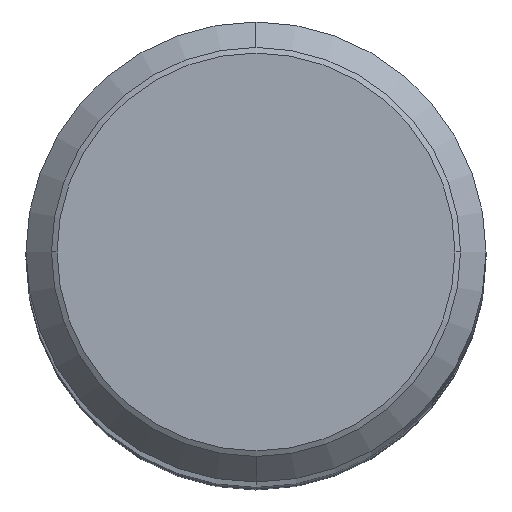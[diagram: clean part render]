
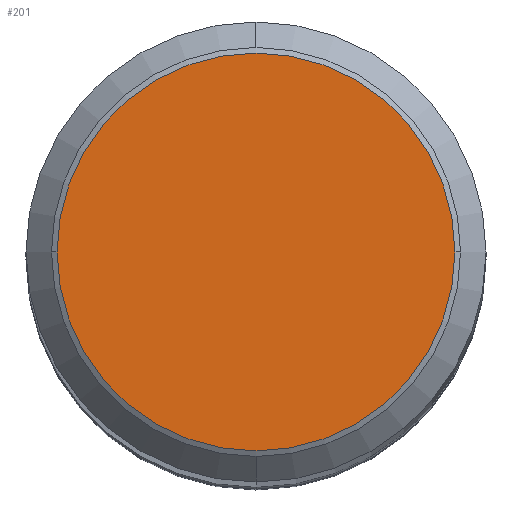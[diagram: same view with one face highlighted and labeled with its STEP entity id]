
A CAD part, top view. The second image highlights one B-rep face of the part: STEP entity #201.
In plain terms, the highlighted planar face has unit normal (0, 0, 1).
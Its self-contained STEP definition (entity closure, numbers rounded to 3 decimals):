
#179=EDGE_CURVE('',#197,#223,#380,.T.);
#181=EDGE_CURVE('',#223,#197,#382,.T.);
#197=VERTEX_POINT('',#400);
#201=ADVANCED_FACE('',(#404),#405,.T.);
#223=VERTEX_POINT('',#427);
#380=CIRCLE('',#600,6.917);
#382=CIRCLE('',#603,6.917);
#400=CARTESIAN_POINT('',(6.917,0.,142.0));
#404=FACE_OUTER_BOUND('',#632,.T.);
#405=PLANE('',#633);
#427=CARTESIAN_POINT('',(-6.917,0.,142.0));
#600=AXIS2_PLACEMENT_3D('',#890,#891,#892);
#603=AXIS2_PLACEMENT_3D('',#893,#894,#895);
#632=EDGE_LOOP('',(#920,#921));
#633=AXIS2_PLACEMENT_3D('',#922,#923,#924);
#890=CARTESIAN_POINT('',(0.,0.0,142.0));
#891=DIRECTION('',(0.0,0.0,1.0));
#892=DIRECTION('',(-1.0,0.,0.0));
#893=CARTESIAN_POINT('',(0.,0.0,142.0));
#894=DIRECTION('',(0.0,0.0,1.0));
#895=DIRECTION('',(-1.0,0.,0.0));
#920=ORIENTED_EDGE('',*,*,#181,.T.);
#921=ORIENTED_EDGE('',*,*,#179,.T.);
#922=CARTESIAN_POINT('',(0.,-3.5,142.0));
#923=DIRECTION('',(0.0,0.0,1.0));
#924=DIRECTION('',(0.,-1.0,0.0));
